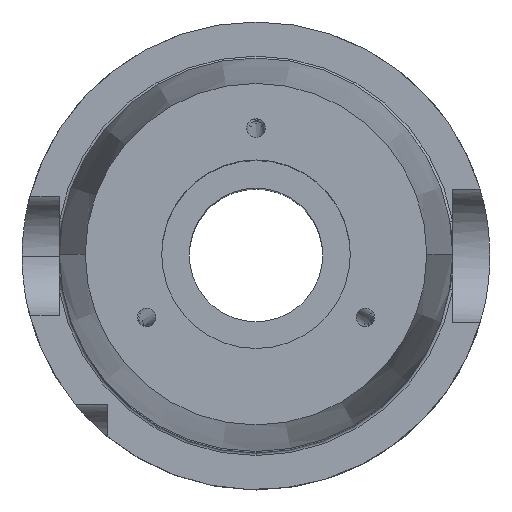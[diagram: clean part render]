
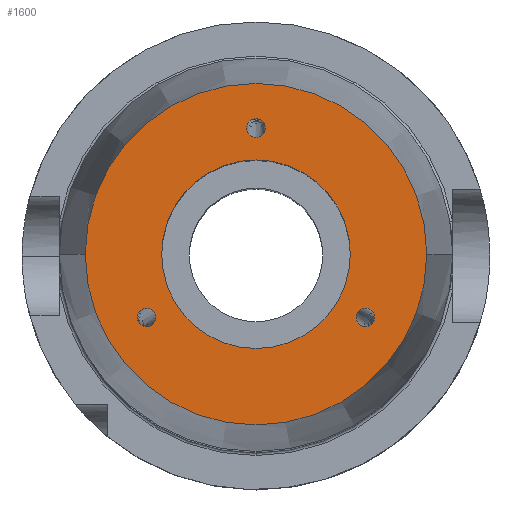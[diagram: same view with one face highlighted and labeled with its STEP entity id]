
A CAD part, top view. The second image highlights one B-rep face of the part: STEP entity #1600.
In plain terms, the highlighted planar face has unit normal (0, 0, 1).
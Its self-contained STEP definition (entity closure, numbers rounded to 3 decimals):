
#122 = EDGE_LOOP ( 'NONE', ( #409, #1598 ) ) ;
#139 = CARTESIAN_POINT ( 'NONE',  ( 0., 0., 152.4 ) ) ;
#207 = DIRECTION ( 'NONE',  ( 0., 0., 1. ) ) ;
#238 = AXIS2_PLACEMENT_3D ( 'NONE', #3135, #4309, #400 ) ;
#259 = DIRECTION ( 'NONE',  ( 0., 0., -1. ) ) ;
#281 = CARTESIAN_POINT ( 'NONE',  ( 12.7, 0., 152.4 ) ) ;
#400 = DIRECTION ( 'NONE',  ( 1., 0., 0. ) ) ;
#405 = DIRECTION ( 'NONE',  ( -0.5, 0.866, 0. ) ) ;
#409 = ORIENTED_EDGE ( 'NONE', *, *, #1405, .F. ) ;
#418 = FACE_BOUND ( 'NONE', #2531, .T. ) ;
#442 = CIRCLE ( 'NONE', #4045, 12.7 ) ;
#443 = DIRECTION ( 'NONE',  ( 0., 0., 1. ) ) ;
#787 = CIRCLE ( 'NONE', #2194, 12.7 ) ;
#850 = CIRCLE ( 'NONE', #1300, 23. ) ;
#1046 = EDGE_CURVE ( 'NONE', #3403, #4052, #3189, .T. ) ;
#1051 = VERTEX_POINT ( 'NONE', #3626 ) ;
#1074 = CARTESIAN_POINT ( 'NONE',  ( -14.722, -8.5, 152.4 ) ) ;
#1081 = DIRECTION ( 'NONE',  ( 0., 0., 1. ) ) ;
#1198 = PLANE ( 'NONE',  #238 ) ;
#1300 = AXIS2_PLACEMENT_3D ( 'NONE', #139, #2193, #4642 ) ;
#1398 = AXIS2_PLACEMENT_3D ( 'NONE', #3823, #3808, #3786 ) ;
#1405 = EDGE_CURVE ( 'NONE', #1051, #2216, #1972, .T. ) ;
#1443 = EDGE_CURVE ( 'NONE', #4052, #3403, #2882, .T. ) ;
#1469 = EDGE_CURVE ( 'NONE', #4717, #1828, #787, .T. ) ;
#1504 = DIRECTION ( 'NONE',  ( 0., 0., -1. ) ) ;
#1598 = ORIENTED_EDGE ( 'NONE', *, *, #2134, .F. ) ;
#1600 = ADVANCED_FACE ( 'NONE', ( #4358, #2284, #418, #4483, #3423 ), #1198, .T. ) ;
#1707 = ORIENTED_EDGE ( 'NONE', *, *, #4944, .F. ) ;
#1714 = DIRECTION ( 'NONE',  ( 0., 0., 1. ) ) ;
#1771 = EDGE_CURVE ( 'NONE', #2321, #4170, #850, .T. ) ;
#1789 = CIRCLE ( 'NONE', #3042, 1.25 ) ;
#1828 = VERTEX_POINT ( 'NONE', #281 ) ;
#1830 = CARTESIAN_POINT ( 'NONE',  ( 15.347, -7.417, 152.4 ) ) ;
#1831 = EDGE_CURVE ( 'NONE', #1960, #2192, #2698, .T. ) ;
#1847 = DIRECTION ( 'NONE',  ( 0., 0., 1. ) ) ;
#1866 = DIRECTION ( 'NONE',  ( -0.5, -0.866, 0. ) ) ;
#1907 = ORIENTED_EDGE ( 'NONE', *, *, #1831, .F. ) ;
#1914 = EDGE_LOOP ( 'NONE', ( #3650, #2601 ) ) ;
#1960 = VERTEX_POINT ( 'NONE', #2050 ) ;
#1972 = CIRCLE ( 'NONE', #4654, 1.25 ) ;
#2013 = CARTESIAN_POINT ( 'NONE',  ( -23., 0., 152.4 ) ) ;
#2050 = CARTESIAN_POINT ( 'NONE',  ( 1.25, 17., 152.4 ) ) ;
#2134 = EDGE_CURVE ( 'NONE', #2216, #1051, #1789, .T. ) ;
#2192 = VERTEX_POINT ( 'NONE', #3362 ) ;
#2193 = DIRECTION ( 'NONE',  ( 0., 0., -1. ) ) ;
#2194 = AXIS2_PLACEMENT_3D ( 'NONE', #2363, #2346, #2324 ) ;
#2216 = VERTEX_POINT ( 'NONE', #1830 ) ;
#2284 = FACE_BOUND ( 'NONE', #3713, .T. ) ;
#2304 = CARTESIAN_POINT ( 'NONE',  ( -14.097, -9.583, 152.4 ) ) ;
#2321 = VERTEX_POINT ( 'NONE', #3925 ) ;
#2324 = DIRECTION ( 'NONE',  ( -1., 0., 0. ) ) ;
#2346 = DIRECTION ( 'NONE',  ( 0., 0., -1. ) ) ;
#2363 = CARTESIAN_POINT ( 'NONE',  ( 0., 0., 152.4 ) ) ;
#2384 = ORIENTED_EDGE ( 'NONE', *, *, #1443, .F. ) ;
#2514 = AXIS2_PLACEMENT_3D ( 'NONE', #4056, #1714, #4461 ) ;
#2531 = EDGE_LOOP ( 'NONE', ( #1907, #3673 ) ) ;
#2576 = CARTESIAN_POINT ( 'NONE',  ( 14.722, -8.5, 152.4 ) ) ;
#2601 = ORIENTED_EDGE ( 'NONE', *, *, #4366, .T. ) ;
#2622 = CARTESIAN_POINT ( 'NONE',  ( 0., 0., 152.4 ) ) ;
#2664 = CARTESIAN_POINT ( 'NONE',  ( 14.722, -8.5, 152.4 ) ) ;
#2698 = CIRCLE ( 'NONE', #2872, 1.25 ) ;
#2867 = CARTESIAN_POINT ( 'NONE',  ( -15.347, -7.417, 152.4 ) ) ;
#2872 = AXIS2_PLACEMENT_3D ( 'NONE', #4186, #1081, #4217 ) ;
#2882 = CIRCLE ( 'NONE', #1398, 1.25 ) ;
#2957 = DIRECTION ( 'NONE',  ( -0.5, -0.866, 0. ) ) ;
#2990 = AXIS2_PLACEMENT_3D ( 'NONE', #3848, #1504, #4253 ) ;
#3008 = DIRECTION ( 'NONE',  ( -1., 0., 0. ) ) ;
#3042 = AXIS2_PLACEMENT_3D ( 'NONE', #2576, #207, #2957 ) ;
#3135 = CARTESIAN_POINT ( 'NONE',  ( 0., 23., 152.4 ) ) ;
#3162 = AXIS2_PLACEMENT_3D ( 'NONE', #1074, #443, #405 ) ;
#3189 = CIRCLE ( 'NONE', #3162, 1.25 ) ;
#3209 = EDGE_CURVE ( 'NONE', #2192, #1960, #4602, .T. ) ;
#3362 = CARTESIAN_POINT ( 'NONE',  ( -1.25, 17., 152.4 ) ) ;
#3403 = VERTEX_POINT ( 'NONE', #2867 ) ;
#3423 = FACE_OUTER_BOUND ( 'NONE', #4299, .T. ) ;
#3626 = CARTESIAN_POINT ( 'NONE',  ( 14.097, -9.583, 152.4 ) ) ;
#3650 = ORIENTED_EDGE ( 'NONE', *, *, #1469, .T. ) ;
#3673 = ORIENTED_EDGE ( 'NONE', *, *, #3209, .F. ) ;
#3713 = EDGE_LOOP ( 'NONE', ( #4864, #2384 ) ) ;
#3786 = DIRECTION ( 'NONE',  ( -0.5, 0.866, 0. ) ) ;
#3808 = DIRECTION ( 'NONE',  ( 0., 0., 1. ) ) ;
#3810 = CIRCLE ( 'NONE', #2990, 23. ) ;
#3823 = CARTESIAN_POINT ( 'NONE',  ( -14.722, -8.5, 152.4 ) ) ;
#3848 = CARTESIAN_POINT ( 'NONE',  ( 0., 0., 152.4 ) ) ;
#3925 = CARTESIAN_POINT ( 'NONE',  ( 23., 0., 152.4 ) ) ;
#4045 = AXIS2_PLACEMENT_3D ( 'NONE', #2622, #259, #3008 ) ;
#4052 = VERTEX_POINT ( 'NONE', #2304 ) ;
#4056 = CARTESIAN_POINT ( 'NONE',  ( 0., 17., 152.4 ) ) ;
#4170 = VERTEX_POINT ( 'NONE', #2013 ) ;
#4186 = CARTESIAN_POINT ( 'NONE',  ( 0., 17., 152.4 ) ) ;
#4217 = DIRECTION ( 'NONE',  ( 1., 0., 0. ) ) ;
#4253 = DIRECTION ( 'NONE',  ( -1., 0., 0. ) ) ;
#4299 = EDGE_LOOP ( 'NONE', ( #1707, #4775 ) ) ;
#4309 = DIRECTION ( 'NONE',  ( 0., 0., 1. ) ) ;
#4358 = FACE_BOUND ( 'NONE', #122, .T. ) ;
#4366 = EDGE_CURVE ( 'NONE', #1828, #4717, #442, .T. ) ;
#4453 = CARTESIAN_POINT ( 'NONE',  ( -12.7, 0., 152.4 ) ) ;
#4461 = DIRECTION ( 'NONE',  ( 1., 0., 0. ) ) ;
#4483 = FACE_BOUND ( 'NONE', #1914, .T. ) ;
#4602 = CIRCLE ( 'NONE', #2514, 1.25 ) ;
#4642 = DIRECTION ( 'NONE',  ( -1., 0., 0. ) ) ;
#4654 = AXIS2_PLACEMENT_3D ( 'NONE', #2664, #1847, #1866 ) ;
#4717 = VERTEX_POINT ( 'NONE', #4453 ) ;
#4775 = ORIENTED_EDGE ( 'NONE', *, *, #1771, .F. ) ;
#4864 = ORIENTED_EDGE ( 'NONE', *, *, #1046, .F. ) ;
#4944 = EDGE_CURVE ( 'NONE', #4170, #2321, #3810, .T. ) ;
